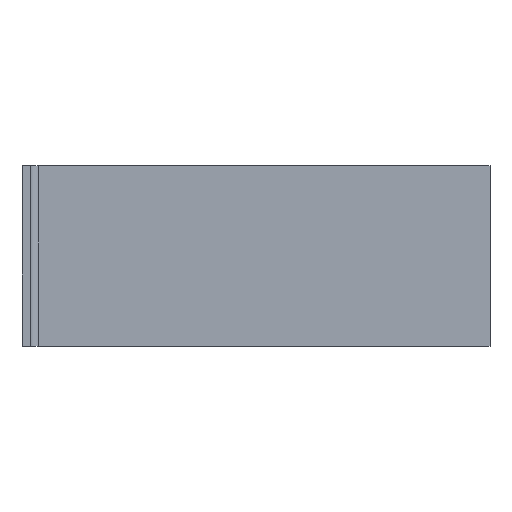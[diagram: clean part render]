
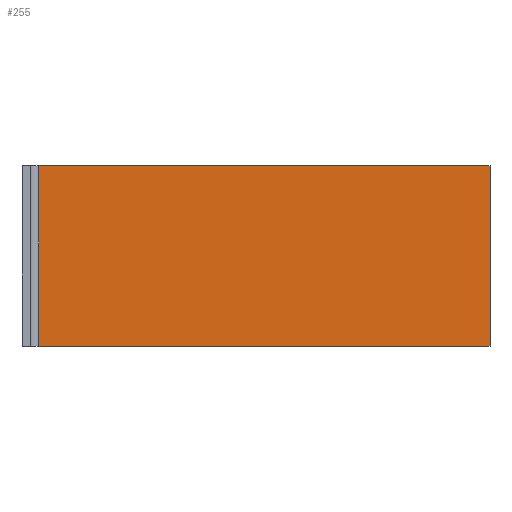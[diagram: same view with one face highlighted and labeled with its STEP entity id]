
A CAD part, top view. The second image highlights one B-rep face of the part: STEP entity #255.
In plain terms, the highlighted planar face has unit normal (0, 0, 1).
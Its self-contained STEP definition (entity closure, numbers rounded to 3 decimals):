
#20=PLANE('',#287);
#33=FACE_OUTER_BOUND('',#49,.T.);
#49=EDGE_LOOP('',(#189,#190,#191,#192));
#78=LINE('',#397,#104);
#81=LINE('',#403,#107);
#82=LINE('',#405,#108);
#83=LINE('',#406,#109);
#104=VECTOR('',#320,3.6);
#107=VECTOR('',#325,10.);
#108=VECTOR('',#326,3.6);
#109=VECTOR('',#327,10.);
#131=VERTEX_POINT('',#394);
#132=VERTEX_POINT('',#396);
#134=VERTEX_POINT('',#402);
#135=VERTEX_POINT('',#404);
#152=EDGE_CURVE('',#132,#131,#78,.T.);
#155=EDGE_CURVE('',#131,#134,#81,.T.);
#156=EDGE_CURVE('',#135,#134,#82,.T.);
#157=EDGE_CURVE('',#135,#132,#83,.T.);
#189=ORIENTED_EDGE('',*,*,#155,.T.);
#190=ORIENTED_EDGE('',*,*,#156,.F.);
#191=ORIENTED_EDGE('',*,*,#157,.T.);
#192=ORIENTED_EDGE('',*,*,#152,.T.);
#255=ADVANCED_FACE('',(#33),#20,.T.);
#287=AXIS2_PLACEMENT_3D('',#401,#323,#324);
#320=DIRECTION('',(-1.,0.,0.));
#323=DIRECTION('center_axis',(0.,0.,
1.));
#324=DIRECTION('ref_axis',(1.,0.,0.));
#325=DIRECTION('',(0.,-1.,0.));
#326=DIRECTION('',(-1.,0.,0.));
#327=DIRECTION('',(0.,1.,0.));
#394=CARTESIAN_POINT('',(32.5,-54.142,108.477));
#396=CARTESIAN_POINT('',(167.5,-54.142,108.477));
#397=CARTESIAN_POINT('',(21.19,-54.142,108.477));
#401=CARTESIAN_POINT('Origin',(97.173,-81.142,108.477));
#402=CARTESIAN_POINT('',(32.5,-108.142,108.477));
#403=CARTESIAN_POINT('',(32.5,-81.142,108.477));
#404=CARTESIAN_POINT('',(167.5,-108.142,108.477));
#405=CARTESIAN_POINT('',(21.19,-108.142,108.477));
#406=CARTESIAN_POINT('',(167.5,-108.142,108.477));
